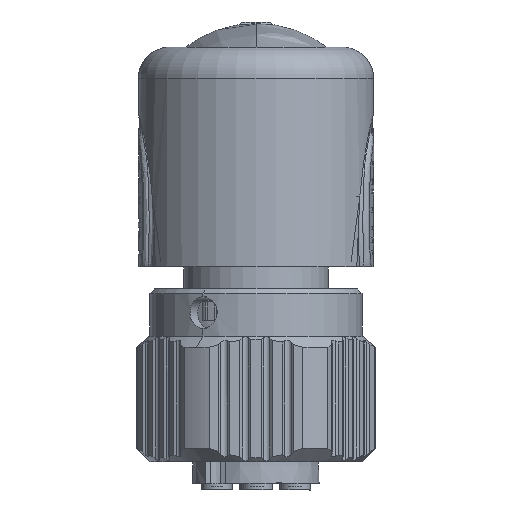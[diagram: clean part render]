
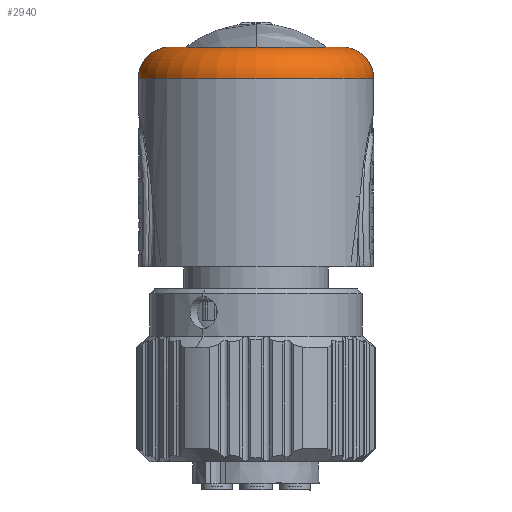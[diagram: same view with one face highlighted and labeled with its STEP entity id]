
A CAD part, front view. The second image highlights one B-rep face of the part: STEP entity #2940.
In plain terms, the highlighted toroidal (fillet/blend) face has major radius 5.5 mm and minor radius 2 mm.
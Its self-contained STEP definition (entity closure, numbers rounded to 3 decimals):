
#1663=TOROIDAL_SURFACE('',#15212,5.5,2.);
#2940=ADVANCED_FACE('',(#3762),#1663,.T.);
#3762=FACE_OUTER_BOUND('',#4577,.T.);
#4577=EDGE_LOOP('',(#8019,#8020,#8021,#8022));
#5643=B_SPLINE_CURVE_WITH_KNOTS('',3,(#26971,#26972,#26973,#26974,#26975,
#26976),.UNSPECIFIED.,.F.,.F.,(4,2,4),(0.,0.5,1.),.UNSPECIFIED.);
#5644=B_SPLINE_CURVE_WITH_KNOTS('',3,(#26980,#26981,#26982,#26983,#26984,
#26985,#26986,#26987,#26988,#26989,#26990,#26991,#26992,#26993,#26994,#26995,
#26996,#26997,#26998,#26999,#27000,#27001),.UNSPECIFIED.,.F.,.F.,(4,2,2,
2,2,2,2,2,2,2,4),(0.,0.25,0.375,0.438,0.5,0.625,0.688,0.75,
0.813,0.875,1.),.UNSPECIFIED.);
#8019=ORIENTED_EDGE('',*,*,#13111,.F.);
#8020=ORIENTED_EDGE('',*,*,#13112,.F.);
#8021=ORIENTED_EDGE('',*,*,#13103,.F.);
#8022=ORIENTED_EDGE('',*,*,#13110,.T.);
#11353=VERTEX_POINT('',#26929);
#11354=VERTEX_POINT('',#26930);
#11358=VERTEX_POINT('',#26970);
#11359=VERTEX_POINT('',#26979);
#13103=EDGE_CURVE('',#11353,#11354,#14612,.T.);
#13110=EDGE_CURVE('',#11353,#11358,#5643,.T.);
#13111=EDGE_CURVE('',#11359,#11358,#14613,.T.);
#13112=EDGE_CURVE('',#11354,#11359,#5644,.T.);
#14612=CIRCLE('',#15207,5.5);
#14613=CIRCLE('',#15211,7.5);
#15207=AXIS2_PLACEMENT_3D('',#26928,#16943,#16944);
#15211=AXIS2_PLACEMENT_3D('',#26978,#16953,#16954);
#15212=AXIS2_PLACEMENT_3D('',#27002,#16955,#16956);
#16943=DIRECTION('',(0.,0.,1.));
#16944=DIRECTION('',(-1.,-0.028,0.));
#16953=DIRECTION('',(0.,0.,-1.));
#16954=DIRECTION('',(1.,-0.028,0.));
#16955=DIRECTION('',(0.,0.,-1.));
#16956=DIRECTION('',(-0.001,1.,0.));
#26928=CARTESIAN_POINT('',(0.,-138.111,3.286));
#26929=CARTESIAN_POINT('',(-5.498,-138.266,3.286));
#26930=CARTESIAN_POINT('',(5.498,-138.266,3.286));
#26970=CARTESIAN_POINT('',(-7.497,-138.322,1.286));
#26971=CARTESIAN_POINT('',(-5.498,-138.266,3.286));
#26972=CARTESIAN_POINT('',(-6.021,-138.281,3.286));
#26973=CARTESIAN_POINT('',(-6.541,-138.296,3.07));
#26974=CARTESIAN_POINT('',(-7.282,-138.316,2.33));
#26975=CARTESIAN_POINT('',(-7.497,-138.323,1.81));
#26976=CARTESIAN_POINT('',(-7.497,-138.322,1.286));
#26978=CARTESIAN_POINT('',(0.,-138.111,1.286));
#26979=CARTESIAN_POINT('',(7.497,-138.322,1.286));
#26980=CARTESIAN_POINT('',(5.498,-138.266,3.287));
#26981=CARTESIAN_POINT('',(5.852,-138.276,3.286));
#26982=CARTESIAN_POINT('',(6.154,-138.285,3.193));
#26983=CARTESIAN_POINT('',(6.506,-138.295,3.018));
#26984=CARTESIAN_POINT('',(6.607,-138.298,2.953));
#26985=CARTESIAN_POINT('',(6.736,-138.301,2.857));
#26986=CARTESIAN_POINT('',(6.776,-138.302,2.824));
#26987=CARTESIAN_POINT('',(6.848,-138.304,2.761));
#26988=CARTESIAN_POINT('',(6.85,-138.304,2.761));
#26989=CARTESIAN_POINT('',(7.034,-138.309,2.577));
#26990=CARTESIAN_POINT('',(7.126,-138.312,2.454));
#26991=CARTESIAN_POINT('',(7.229,-138.315,2.287));
#26992=CARTESIAN_POINT('',(7.258,-138.316,2.234));
#26993=CARTESIAN_POINT('',(7.308,-138.317,2.137));
#26994=CARTESIAN_POINT('',(7.312,-138.317,2.131));
#26995=CARTESIAN_POINT('',(7.378,-138.319,1.971));
#26996=CARTESIAN_POINT('',(7.402,-138.32,1.899));
#26997=CARTESIAN_POINT('',(7.438,-138.321,1.773));
#26998=CARTESIAN_POINT('',(7.44,-138.321,1.767));
#26999=CARTESIAN_POINT('',(7.495,-138.322,1.495));
#27000=CARTESIAN_POINT('',(7.497,-138.322,1.387));
#27001=CARTESIAN_POINT('',(7.497,-138.322,1.286));
#27002=CARTESIAN_POINT('',(0.,-138.111,1.286));
